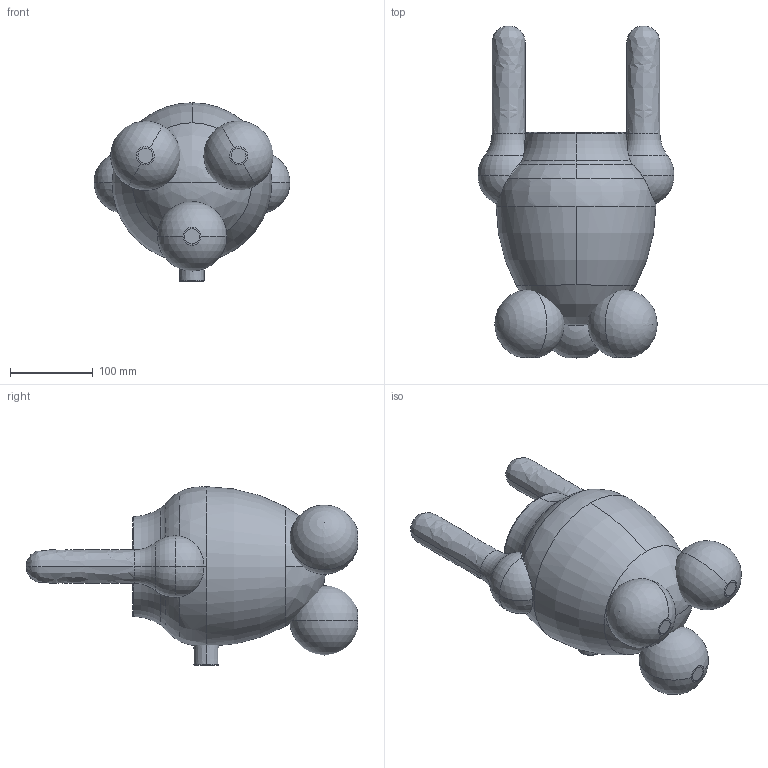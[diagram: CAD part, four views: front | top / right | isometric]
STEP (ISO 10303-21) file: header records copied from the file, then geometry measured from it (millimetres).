
FILE_DESCRIPTION (( 'STEP AP203' ), '1' );
FILE_NAME ('EXPLORER VASE MODELO 01.STEP', '2022-06-28T08:05:07', ( '' ), ( '' ), 'SwSTEP 2.0', 'SolidWorks 2021', '' );
FILE_SCHEMA (( 'CONFIG_CONTROL_DESIGN' ));
Length unit declared in the file: millimetre
Products named in the file (5): EXPLORER VASE MODELO 01; PN-472-01-01-01-F221121-LEG 01 WEB; PN-472-01-01-01-F291121-HANDLE 01 WEB; PN-472-01-01-01-F021221-BODY 01 WEB; PN-472-01-01-01-F301121-NOSE 01 WEB
Assembly tree (7 placements, depth 2):
  EXPLORER VASE MODELO 01
    PN-472-01-01-01-F221121-LEG 01 WEB  x3
    PN-472-01-01-01-F021221-BODY 01 WEB
    PN-472-01-01-01-F291121-HANDLE 01 WEB  x2
    PN-472-01-01-01-F301121-NOSE 01 WEB
Bounding box: 236.93 x 401.22 x 215.84 mm (x, y, z)
Volume: 1682998.5 mm3; surface area: 280366.1 mm2
Topology: 6 solids, 7 shells, 100 faces, 236 edges, 137 vertices
Faces by surface type: bspline 28, torus 26, plane 16, sphere 14, cone 8, cylinder 8
Entity records: 4164 total; most frequent: CARTESIAN_POINT 2047, DIRECTION 325, ORIENTED_EDGE 316, EDGE_CURVE 158, AXIS2_PLACEMENT_3D 149, VERTEX_POINT 93, CIRCLE 83, EDGE_LOOP 79
